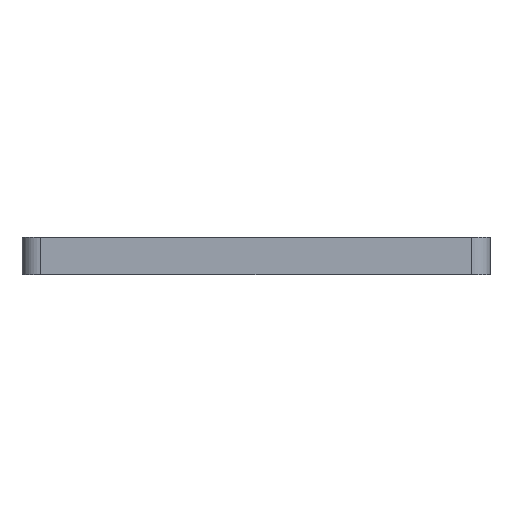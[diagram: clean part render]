
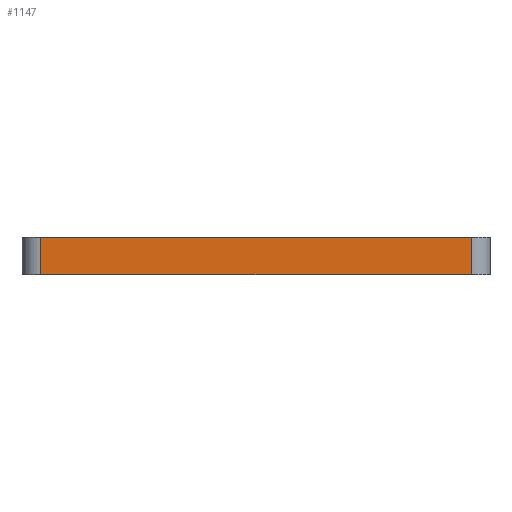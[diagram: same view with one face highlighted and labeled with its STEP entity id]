
A CAD part, front view. The second image highlights one B-rep face of the part: STEP entity #1147.
In plain terms, the highlighted planar face has unit normal (0, -1, 0).
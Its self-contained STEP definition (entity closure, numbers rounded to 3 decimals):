
#82 = ORIENTED_EDGE ( 'NONE', *, *, #1190, .T. ) ;
#84 = VERTEX_POINT ( 'NONE', #1023 ) ;
#147 = CARTESIAN_POINT ( 'NONE',  ( 50., 0., 4. ) ) ;
#155 = DIRECTION ( 'NONE',  ( 1., 0., 0. ) ) ;
#166 = ORIENTED_EDGE ( 'NONE', *, *, #1099, .T. ) ;
#171 = CARTESIAN_POINT ( 'NONE',  ( 48., 0., 4. ) ) ;
#180 = VERTEX_POINT ( 'NONE', #1150 ) ;
#185 = CARTESIAN_POINT ( 'NONE',  ( 50., 0., 0. ) ) ;
#188 = DIRECTION ( 'NONE',  ( 1., 0., 0. ) ) ;
#196 = DIRECTION ( 'NONE',  ( 0., 0., 1. ) ) ;
#212 = ORIENTED_EDGE ( 'NONE', *, *, #1198, .T. ) ;
#279 = EDGE_LOOP ( 'NONE', ( #82, #212, #1083, #166 ) ) ;
#290 = LINE ( 'NONE', #171, #768 ) ;
#296 = VECTOR ( 'NONE', #155, 1000. ) ;
#498 = CARTESIAN_POINT ( 'NONE',  ( 2., 0., 4. ) ) ;
#509 = VECTOR ( 'NONE', #188, 1000. ) ;
#570 = VECTOR ( 'NONE', #770, 1000. ) ;
#590 = LINE ( 'NONE', #147, #296 ) ;
#635 = PLANE ( 'NONE',  #1574 ) ;
#768 = VECTOR ( 'NONE', #196, 1000. ) ;
#770 = DIRECTION ( 'NONE',  ( 0., 0., -1. ) ) ;
#815 = CARTESIAN_POINT ( 'NONE',  ( 48., 0., 4. ) ) ;
#1010 = VERTEX_POINT ( 'NONE', #2112 ) ;
#1023 = CARTESIAN_POINT ( 'NONE',  ( 2., 0., 4. ) ) ;
#1083 = ORIENTED_EDGE ( 'NONE', *, *, #1184, .F. ) ;
#1099 = EDGE_CURVE ( 'NONE', #84, #1010, #2020, .T. ) ;
#1147 = ADVANCED_FACE ( 'NONE', ( #1712 ), #635, .F. ) ;
#1150 = CARTESIAN_POINT ( 'NONE',  ( 48., 0., 0. ) ) ;
#1184 = EDGE_CURVE ( 'NONE', #84, #1700, #590, .T. ) ;
#1190 = EDGE_CURVE ( 'NONE', #1010, #180, #1545, .T. ) ;
#1198 = EDGE_CURVE ( 'NONE', #180, #1700, #290, .T. ) ;
#1545 = LINE ( 'NONE', #185, #509 ) ;
#1574 = AXIS2_PLACEMENT_3D ( 'NONE', #2114, #2108, #2103 ) ;
#1700 = VERTEX_POINT ( 'NONE', #815 ) ;
#1712 = FACE_OUTER_BOUND ( 'NONE', #279, .T. ) ;
#2020 = LINE ( 'NONE', #498, #570 ) ;
#2103 = DIRECTION ( 'NONE',  ( 0., 0., 1. ) ) ;
#2108 = DIRECTION ( 'NONE',  ( 0., 1., 0. ) ) ;
#2112 = CARTESIAN_POINT ( 'NONE',  ( 2., 0., 0. ) ) ;
#2114 = CARTESIAN_POINT ( 'NONE',  ( 50., 0., 4. ) ) ;
